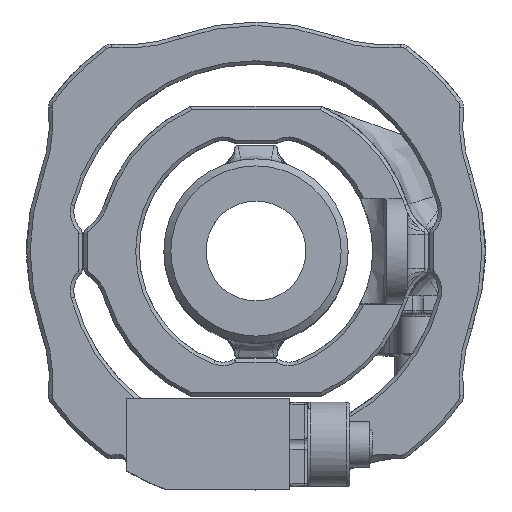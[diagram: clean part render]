
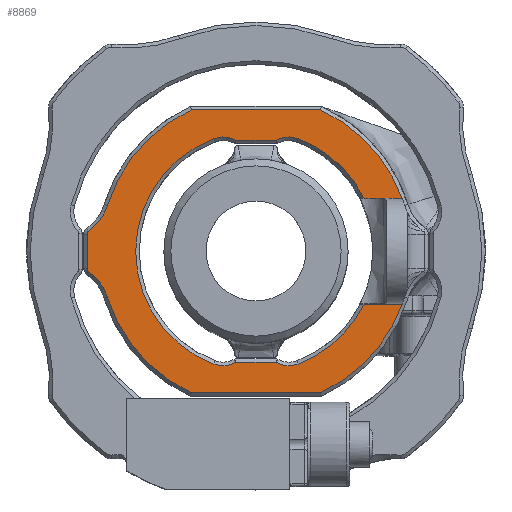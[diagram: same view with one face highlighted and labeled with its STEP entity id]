
A CAD part, top view. The second image highlights one B-rep face of the part: STEP entity #8869.
In plain terms, the highlighted planar face has unit normal (0, 0, 1).
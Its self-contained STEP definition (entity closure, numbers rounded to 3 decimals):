
#367=PLANE('',#9859);
#1152=FACE_OUTER_BOUND('',#1740,.T.);
#1740=EDGE_LOOP('',(#7983,#7984,#7985,#7986,#7987,#7988,#7989,#7990,#7991,
#7992,#7993,#7994,#7995,#7996,#7997,#7998,#7999,#8000,#8001,#8002,#8003,
#8004));
#2214=CIRCLE('',#9701,17.1);
#2248=CIRCLE('',#9775,22.1);
#2250=CIRCLE('',#9779,22.1);
#2251=CIRCLE('',#9781,22.1);
#2253=CIRCLE('',#9785,22.1);
#2275=CIRCLE('',#9835,3.75);
#2276=CIRCLE('',#9837,17.1);
#2277=CIRCLE('',#9839,3.75);
#2278=CIRCLE('',#9842,17.1);
#2280=CIRCLE('',#9845,3.75);
#2281=CIRCLE('',#9847,3.75);
#2284=CIRCLE('',#9860,7.);
#2285=CIRCLE('',#9861,0.5);
#2286=CIRCLE('',#9862,0.5);
#2287=CIRCLE('',#9863,7.);
#2717=LINE('',#18032,#3278);
#2734=LINE('',#18422,#3295);
#2791=LINE('',#19067,#3352);
#2793=LINE('',#19080,#3354);
#2826=LINE('',#19205,#3387);
#2833=LINE('',#19226,#3394);
#2843=LINE('',#19263,#3404);
#3278=VECTOR('',#11789,10.);
#3295=VECTOR('',#11856,10.);
#3352=VECTOR('',#12079,10.);
#3354=VECTOR('',#12087,10.);
#3387=VECTOR('',#12232,10.);
#3394=VECTOR('',#12255,10.);
#3404=VECTOR('',#12307,10.);
#4173=VERTEX_POINT('',#18027);
#4174=VERTEX_POINT('',#18031);
#4215=VERTEX_POINT('',#18419);
#4216=VERTEX_POINT('',#18421);
#4219=VERTEX_POINT('',#18442);
#4293=VERTEX_POINT('',#19062);
#4294=VERTEX_POINT('',#19066);
#4295=VERTEX_POINT('',#19075);
#4296=VERTEX_POINT('',#19079);
#4298=VERTEX_POINT('',#19087);
#4301=VERTEX_POINT('',#19106);
#4322=VERTEX_POINT('',#19202);
#4323=VERTEX_POINT('',#19204);
#4324=VERTEX_POINT('',#19208);
#4326=VERTEX_POINT('',#19212);
#4327=VERTEX_POINT('',#19216);
#4329=VERTEX_POINT('',#19225);
#4331=VERTEX_POINT('',#19231);
#4333=VERTEX_POINT('',#19258);
#4334=VERTEX_POINT('',#19260);
#4335=VERTEX_POINT('',#19262);
#4336=VERTEX_POINT('',#19264);
#5299=EDGE_CURVE('',#4174,#4173,#2717,.T.);
#5353=EDGE_CURVE('',#4216,#4215,#2734,.T.);
#5363=EDGE_CURVE('',#4216,#4219,#2214,.T.);
#5481=EDGE_CURVE('',#4293,#4294,#2791,.T.);
#5484=EDGE_CURVE('',#4174,#4293,#2248,.T.);
#5486=EDGE_CURVE('',#4295,#4296,#2793,.T.);
#5490=EDGE_CURVE('',#4298,#4295,#2250,.T.);
#5491=EDGE_CURVE('',#4296,#4215,#2251,.T.);
#5497=EDGE_CURVE('',#4294,#4301,#2253,.T.);
#5546=EDGE_CURVE('',#4322,#4323,#2826,.T.);
#5551=EDGE_CURVE('',#4326,#4324,#2275,.T.);
#5553=EDGE_CURVE('',#4327,#4326,#2276,.T.);
#5555=EDGE_CURVE('',#4323,#4327,#2277,.T.);
#5557=EDGE_CURVE('',#4324,#4329,#2833,.T.);
#5561=EDGE_CURVE('',#4331,#4173,#2278,.T.);
#5564=EDGE_CURVE('',#4329,#4331,#2280,.T.);
#5566=EDGE_CURVE('',#4219,#4322,#2281,.T.);
#5573=EDGE_CURVE('',#4333,#4298,#2284,.T.);
#5574=EDGE_CURVE('',#4334,#4333,#2285,.T.);
#5575=EDGE_CURVE('',#4335,#4334,#2843,.T.);
#5576=EDGE_CURVE('',#4336,#4335,#2286,.T.);
#5577=EDGE_CURVE('',#4301,#4336,#2287,.T.);
#7983=ORIENTED_EDGE('',*,*,#5299,.T.);
#7984=ORIENTED_EDGE('',*,*,#5561,.F.);
#7985=ORIENTED_EDGE('',*,*,#5564,.F.);
#7986=ORIENTED_EDGE('',*,*,#5557,.F.);
#7987=ORIENTED_EDGE('',*,*,#5551,.F.);
#7988=ORIENTED_EDGE('',*,*,#5553,.F.);
#7989=ORIENTED_EDGE('',*,*,#5555,.F.);
#7990=ORIENTED_EDGE('',*,*,#5546,.F.);
#7991=ORIENTED_EDGE('',*,*,#5566,.F.);
#7992=ORIENTED_EDGE('',*,*,#5363,.F.);
#7993=ORIENTED_EDGE('',*,*,#5353,.T.);
#7994=ORIENTED_EDGE('',*,*,#5491,.F.);
#7995=ORIENTED_EDGE('',*,*,#5486,.F.);
#7996=ORIENTED_EDGE('',*,*,#5490,.F.);
#7997=ORIENTED_EDGE('',*,*,#5573,.F.);
#7998=ORIENTED_EDGE('',*,*,#5574,.F.);
#7999=ORIENTED_EDGE('',*,*,#5575,.F.);
#8000=ORIENTED_EDGE('',*,*,#5576,.F.);
#8001=ORIENTED_EDGE('',*,*,#5577,.F.);
#8002=ORIENTED_EDGE('',*,*,#5497,.F.);
#8003=ORIENTED_EDGE('',*,*,#5481,.F.);
#8004=ORIENTED_EDGE('',*,*,#5484,.F.);
#8869=ADVANCED_FACE('',(#1152),#367,.T.);
#9701=AXIS2_PLACEMENT_3D('',#18443,#11881,#11882);
#9775=AXIS2_PLACEMENT_3D('',#19073,#12083,#12084);
#9779=AXIS2_PLACEMENT_3D('',#19089,#12093,#12094);
#9781=AXIS2_PLACEMENT_3D('',#19091,#12097,#12098);
#9785=AXIS2_PLACEMENT_3D('',#19107,#12108,#12109);
#9835=AXIS2_PLACEMENT_3D('',#19214,#12240,#12241);
#9837=AXIS2_PLACEMENT_3D('',#19218,#12245,#12246);
#9839=AXIS2_PLACEMENT_3D('',#19221,#12250,#12251);
#9842=AXIS2_PLACEMENT_3D('',#19233,#12261,#12262);
#9845=AXIS2_PLACEMENT_3D('',#19238,#12268,#12269);
#9847=AXIS2_PLACEMENT_3D('',#19241,#12273,#12274);
#9859=AXIS2_PLACEMENT_3D('',#19257,#12301,#12302);
#9860=AXIS2_PLACEMENT_3D('',#19259,#12303,#12304);
#9861=AXIS2_PLACEMENT_3D('',#19261,#12305,#12306);
#9862=AXIS2_PLACEMENT_3D('',#19265,#12308,#12309);
#9863=AXIS2_PLACEMENT_3D('',#19266,#12310,#12311);
#11789=DIRECTION('',(-1.,0.,0.));
#11856=DIRECTION('',(1.,0.,0.));
#11881=DIRECTION('center_axis',(0.,0.,1.));
#11882=DIRECTION('ref_axis',(1.,0.,0.));
#12079=DIRECTION('',(-1.,0.,0.));
#12083=DIRECTION('center_axis',(0.,0.,-1.));
#12084=DIRECTION('ref_axis',(1.,0.,0.));
#12087=DIRECTION('',(1.,0.,0.));
#12093=DIRECTION('center_axis',(0.,0.,-1.));
#12094=DIRECTION('ref_axis',(1.,0.,0.));
#12097=DIRECTION('center_axis',(0.,0.,-1.));
#12098=DIRECTION('ref_axis',(1.,0.,0.));
#12108=DIRECTION('center_axis',(0.,0.,-1.));
#12109=DIRECTION('ref_axis',(1.,0.,0.));
#12232=DIRECTION('',(-1.,0.,0.));
#12240=DIRECTION('center_axis',(0.,0.,1.));
#12241=DIRECTION('ref_axis',(-0.349,-0.937,0.));
#12245=DIRECTION('center_axis',(0.,0.,1.));
#12246=DIRECTION('ref_axis',(-1.,0.,0.));
#12250=DIRECTION('center_axis',(0.,0.,1.));
#12251=DIRECTION('ref_axis',(-0.349,0.937,0.));
#12255=DIRECTION('',(1.,0.,0.));
#12261=DIRECTION('center_axis',(0.,0.,1.));
#12262=DIRECTION('ref_axis',(1.,0.,0.));
#12268=DIRECTION('center_axis',(0.,0.,1.));
#12269=DIRECTION('ref_axis',(0.349,-0.937,0.));
#12273=DIRECTION('center_axis',(0.,0.,1.));
#12274=DIRECTION('ref_axis',(0.349,0.937,0.));
#12301=DIRECTION('center_axis',(0.,0.,1.));
#12302=DIRECTION('ref_axis',(1.,0.,0.));
#12303=DIRECTION('center_axis',(0.,0.,1.));
#12304=DIRECTION('ref_axis',(0.955,-0.296,0.));
#12305=DIRECTION('center_axis',(0.,0.,-1.));
#12306=DIRECTION('ref_axis',(-0.887,0.462,0.));
#12307=DIRECTION('',(0.,1.,0.));
#12308=DIRECTION('center_axis',(0.,0.,-1.));
#12309=DIRECTION('ref_axis',(-0.887,-0.462,0.));
#12310=DIRECTION('center_axis',(0.,0.,1.));
#12311=DIRECTION('ref_axis',(0.955,0.296,0.));
#18027=CARTESIAN_POINT('',(15.367,-7.5,4.));
#18031=CARTESIAN_POINT('',(20.788,-7.5,4.));
#18032=CARTESIAN_POINT('',(7.405,-7.5,4.));
#18419=CARTESIAN_POINT('',(20.788,7.5,4.));
#18421=CARTESIAN_POINT('',(15.367,7.5,4.));
#18422=CARTESIAN_POINT('',(10.394,7.5,4.));
#18442=CARTESIAN_POINT('',(5.975,16.022,4.));
#18443=CARTESIAN_POINT('Origin',(0.,0.,4.));
#19062=CARTESIAN_POINT('',(9.187,-20.1,4.));
#19066=CARTESIAN_POINT('',(-9.187,-20.1,4.));
#19067=CARTESIAN_POINT('',(4.648,-20.1,4.));
#19073=CARTESIAN_POINT('Origin',(0.,0.,4.));
#19075=CARTESIAN_POINT('',(-9.187,20.1,4.));
#19079=CARTESIAN_POINT('',(9.187,20.1,4.));
#19080=CARTESIAN_POINT('',(-6.5,20.1,4.));
#19087=CARTESIAN_POINT('',(-21.113,6.531,4.));
#19089=CARTESIAN_POINT('Origin',(0.,0.,4.));
#19091=CARTESIAN_POINT('Origin',(0.,0.,4.));
#19106=CARTESIAN_POINT('',(-21.113,-6.531,4.));
#19107=CARTESIAN_POINT('Origin',(0.,0.,4.));
#19202=CARTESIAN_POINT('',(2.868,15.8,4.));
#19204=CARTESIAN_POINT('',(-2.868,15.8,4.));
#19205=CARTESIAN_POINT('',(-1.5,15.8,4.));
#19208=CARTESIAN_POINT('',(-2.868,-15.8,4.));
#19212=CARTESIAN_POINT('',(-5.975,-16.022,4.));
#19214=CARTESIAN_POINT('Origin',(-4.664,-12.509,4.));
#19216=CARTESIAN_POINT('',(-5.975,16.022,4.));
#19218=CARTESIAN_POINT('Origin',(0.,0.,4.));
#19221=CARTESIAN_POINT('Origin',(-4.664,12.509,4.));
#19225=CARTESIAN_POINT('',(2.868,-15.8,4.));
#19226=CARTESIAN_POINT('',(1.5,-15.8,4.));
#19231=CARTESIAN_POINT('',(5.975,-16.022,4.));
#19233=CARTESIAN_POINT('Origin',(0.,0.,4.));
#19238=CARTESIAN_POINT('Origin',(4.664,-12.509,4.));
#19241=CARTESIAN_POINT('Origin',(4.664,12.509,4.));
#19257=CARTESIAN_POINT('Origin',(0.,0.,4.));
#19258=CARTESIAN_POINT('',(-23.787,2.865,4.));
#19259=CARTESIAN_POINT('Origin',(-27.8,8.6,4.));
#19260=CARTESIAN_POINT('',(-24.,2.455,4.));
#19261=CARTESIAN_POINT('Origin',(-23.5,2.455,4.));
#19262=CARTESIAN_POINT('',(-24.,-2.455,4.));
#19263=CARTESIAN_POINT('',(-24.,1.5,4.));
#19264=CARTESIAN_POINT('',(-23.787,-2.865,4.));
#19265=CARTESIAN_POINT('Origin',(-23.5,-2.455,4.));
#19266=CARTESIAN_POINT('Origin',(-27.8,-8.6,4.));
